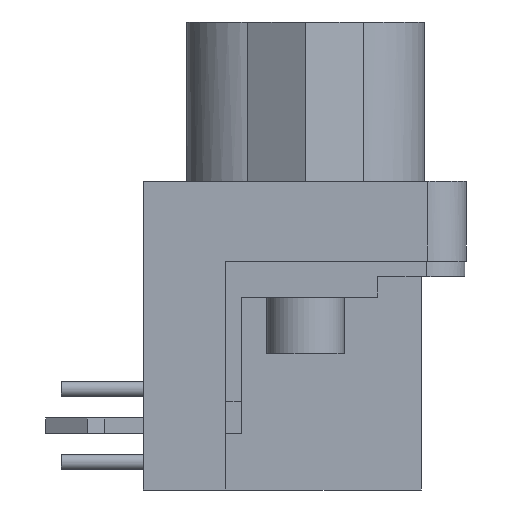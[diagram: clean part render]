
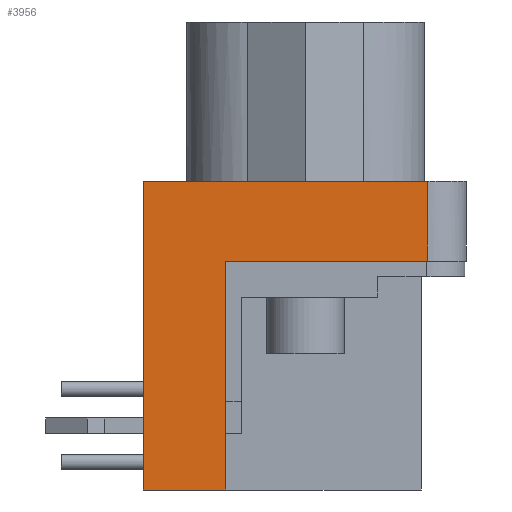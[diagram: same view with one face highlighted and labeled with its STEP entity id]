
A CAD part, left-side view. The second image highlights one B-rep face of the part: STEP entity #3956.
In plain terms, the highlighted free-form (B-spline) face has degree [1, 1] with [2, 2] control points.
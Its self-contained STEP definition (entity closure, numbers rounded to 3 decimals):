
#1994=CARTESIAN_POINT('V21',(-19.6,2.17,
   0.5));
#1995=VERTEX_POINT('V21',#1994);
#2001=CARTESIAN_POINT('V49',(-19.6,-8.88,
   0.5));
#2002=VERTEX_POINT('V49',#2001);
#2003=CARTESIAN_POINT('E58',(-19.6,-8.88,
   0.5));
#2004=CARTESIAN_POINT('E58',(-19.6,2.17,
   0.5));
#2005=B_SPLINE_CURVE_WITH_KNOTS('E58',1,(#2003,#2004),
   .POLYLINE_FORM.,.F.,.U.,(2,2),(0.0,22.1),
   .UNSPECIFIED.);
#2006=EDGE_CURVE('E58',#2002,#1995,#2005,.T.);
#2927=CARTESIAN_POINT('V51',(-19.6,-1.03,
   -11.5));
#2928=VERTEX_POINT('V51',#2927);
#2934=CARTESIAN_POINT('V20',(-19.6,2.17,
   -11.5));
#2935=VERTEX_POINT('V20',#2934);
#2936=CARTESIAN_POINT('E59',(-19.6,2.17,
   -11.5));
#2937=CARTESIAN_POINT('E59',(-19.6,-1.03,
   -11.5));
#2938=QUASI_UNIFORM_CURVE('E59',1,(#2936,#2937),.POLYLINE_FORM.,.F.,
   .U.);
#2939=EDGE_CURVE('E59',#2935,#2928,#2938,.T.);
#3624=CARTESIAN_POINT('E20',(-19.6,2.17,
   -11.5));
#3625=CARTESIAN_POINT('E20',(-19.6,2.17,
   0.5));
#3626=QUASI_UNIFORM_CURVE('E20',1,(#3624,#3625),.POLYLINE_FORM.,.F.,
   .U.);
#3627=EDGE_CURVE('E20',#2935,#1995,#3626,.T.);
#3908=CARTESIAN_POINT('V50',(-19.6,-8.88,
   -2.6));
#3909=VERTEX_POINT('V50',#3908);
#3910=CARTESIAN_POINT('E57',(-19.6,-8.88,
   0.5));
#3911=CARTESIAN_POINT('E57',(-19.6,-8.88,
   -2.6));
#3912=QUASI_UNIFORM_CURVE('E57',1,(#3910,#3911),.POLYLINE_FORM.,.F.,
   .U.);
#3913=EDGE_CURVE('E57',#2002,#3909,#3912,.T.);
#3933=CARTESIAN_POINT('F19',(-19.6,2.898,
   -12.175));
#3934=CARTESIAN_POINT('F19',(-19.6,-11.108,
   -12.175));
#3935=CARTESIAN_POINT('F19',(-19.6,2.898,
   0.675));
#3936=CARTESIAN_POINT('F19',(-19.6,-11.108,
   0.675));
#3937=QUASI_UNIFORM_SURFACE('F19',1,1,((#3933,#3935),(#3934,#3936))
,.PLANE_SURF.,.F.,.F.,.U.);
#3938=ORIENTED_EDGE('E57',*,*,#3913,.F.);
#3939=ORIENTED_EDGE('E58',*,*,#2006,.T.);
#3940=ORIENTED_EDGE('E20',*,*,#3627,.F.);
#3941=ORIENTED_EDGE('E59',*,*,#2939,.T.);
#3942=CARTESIAN_POINT('V52',(-19.6,-1.03,
   -2.6));
#3943=VERTEX_POINT('V52',#3942);
#3944=CARTESIAN_POINT('E60',(-19.6,-1.03,
   -11.5));
#3945=CARTESIAN_POINT('E60',(-19.6,-1.03,
   -2.6));
#3946=QUASI_UNIFORM_CURVE('E60',1,(#3944,#3945),.POLYLINE_FORM.,.F.,
   .U.);
#3947=EDGE_CURVE('E60',#2928,#3943,#3946,.T.);
#3948=ORIENTED_EDGE('E60',*,*,#3947,.T.);
#3949=CARTESIAN_POINT('E61',(-19.6,-1.03,
   -2.6));
#3950=CARTESIAN_POINT('E61',(-19.6,-8.88,
   -2.6));
#3951=B_SPLINE_CURVE_WITH_KNOTS('E61',1,(#3949,#3950),
   .POLYLINE_FORM.,.F.,.U.,(2,2),(0.16,1.0),
   .UNSPECIFIED.);
#3952=EDGE_CURVE('E61',#3943,#3909,#3951,.T.);
#3953=ORIENTED_EDGE('E61',*,*,#3952,.T.);
#3954=EDGE_LOOP('F19',(#3938,#3939,#3940,#3941,#3948,#3953));
#3955=FACE_OUTER_BOUND('F19',#3954,.T.);
#3956=ADVANCED_FACE('F19',(#3955),#3937,.T.);
